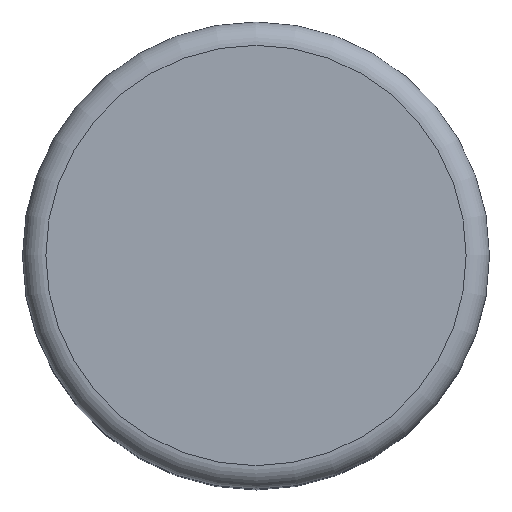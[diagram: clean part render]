
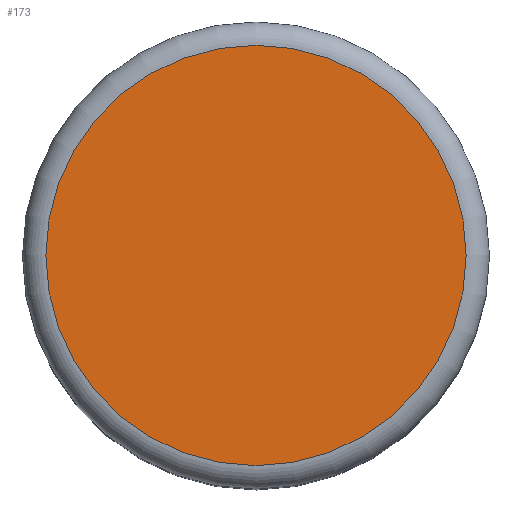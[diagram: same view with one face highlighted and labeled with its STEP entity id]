
A CAD part, top view. The second image highlights one B-rep face of the part: STEP entity #173.
In plain terms, the highlighted planar face has unit normal (0, 0, 1).
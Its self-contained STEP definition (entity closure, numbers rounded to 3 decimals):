
#125 = EDGE_CURVE('',#126,#126,#128,.T.);
#126 = VERTEX_POINT('',#127);
#127 = CARTESIAN_POINT('',(-2.,0.,13.));
#128 = CIRCLE('',#129,4.5);
#129 = AXIS2_PLACEMENT_3D('',#130,#131,#132);
#130 = CARTESIAN_POINT('',(2.5,0.,13.));
#131 = DIRECTION('',(0.,0.,-1.));
#132 = DIRECTION('',(1.,0.,0.));
#173 = ADVANCED_FACE('',(#174),#177,.T.);
#174 = FACE_BOUND('',#175,.T.);
#175 = EDGE_LOOP('',(#176));
#176 = ORIENTED_EDGE('',*,*,#125,.F.);
#177 = PLANE('',#178);
#178 = AXIS2_PLACEMENT_3D('',#179,#180,#181);
#179 = CARTESIAN_POINT('',(2.5,0.,13.));
#180 = DIRECTION('',(0.,0.,1.));
#181 = DIRECTION('',(1.,0.,0.));
